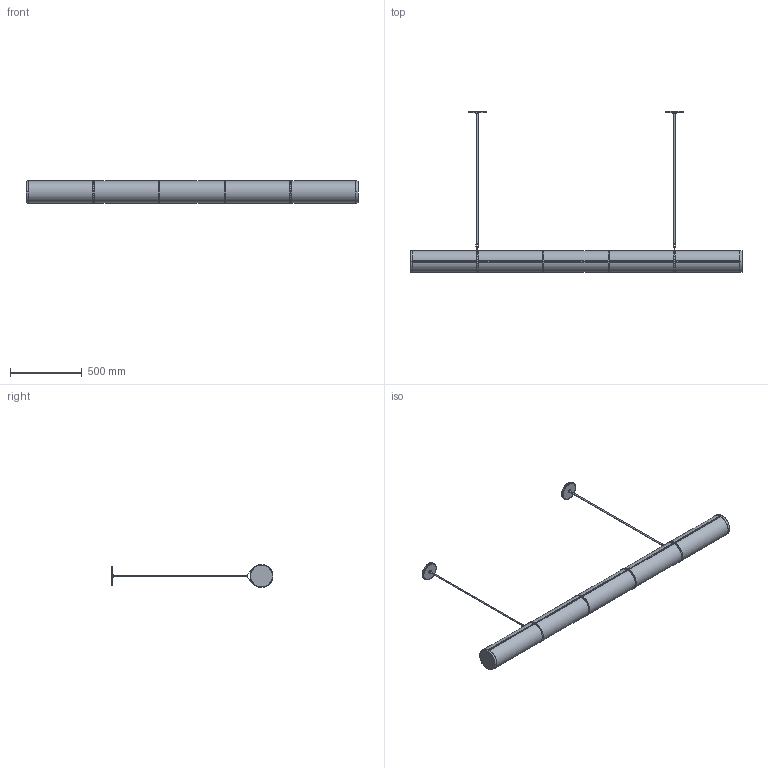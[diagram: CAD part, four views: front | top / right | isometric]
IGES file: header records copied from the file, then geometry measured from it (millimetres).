
Start section: SolidWorks IGES file using analytic representation for surfaces
Global section: file name: WEND5 - Woody Endless Straight - 5 Units.IGS; native system: SolidWorks 2015; preprocessor: SolidWorks 2015; author: RV; date: 190716.171929; units: millimetre
Bounding box: 2315.68 x 1128.82 x 158.75 mm (x, y, z)
Surface area: 1515046 mm2 (no closed solid volume)
Topology: 0 solids, 0 shells, 4085 faces, 41944 edges, 41928 vertices
Faces by surface type: bspline 3459, revolution 626
